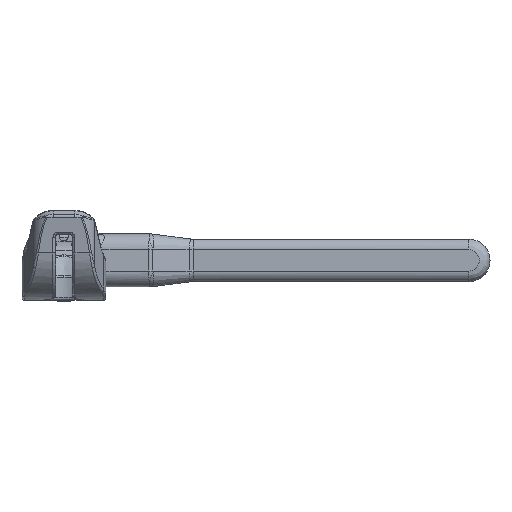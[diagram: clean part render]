
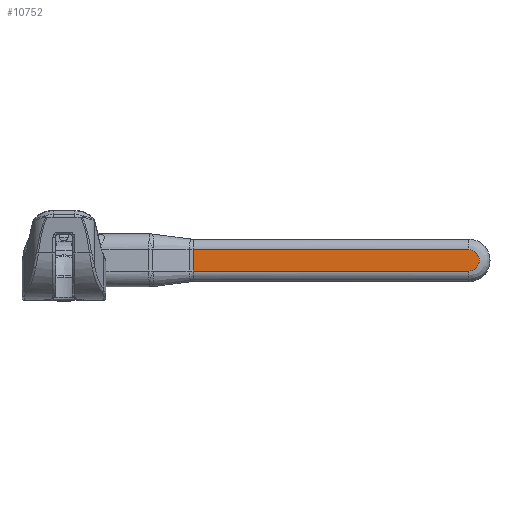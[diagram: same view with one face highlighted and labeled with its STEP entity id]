
A CAD part, left-side view. The second image highlights one B-rep face of the part: STEP entity #10752.
In plain terms, the highlighted face is planar.
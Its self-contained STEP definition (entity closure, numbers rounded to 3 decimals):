
#8233=CARTESIAN_POINT('',(97.089,8.,-9.));
#8254=DIRECTION('',(0.,1.,0.));
#8255=VECTOR('',#8254,16.);
#8256=CARTESIAN_POINT('',(97.089,-8.,
-9.));
#8257=LINE('',#8256,#8255);
#8258=DIRECTION('',(-1.,0.,0.));
#8259=VECTOR('',#8258,206.911);
#8260=CARTESIAN_POINT('',(304.,-8.,-9.));
#8261=LINE('',#8260,#8259);
#8262=CARTESIAN_POINT('',(304.,0.,-9.));
#8263=DIRECTION('',(0.,0.,-1.));
#8264=DIRECTION('',(0.,1.,0.));
#8265=AXIS2_PLACEMENT_3D('',#8262,#8263,#8264);
#8267=DIRECTION('',(1.,0.,0.));
#8268=VECTOR('',#8267,206.911);
#8269=CARTESIAN_POINT('',(97.089,8.,-9.));
#8270=LINE('',#8269,#8268);
#8446=CARTESIAN_POINT('',(304.,8.,-9.));
#8447=CARTESIAN_POINT('',(304.,-8.,-9.));
#8448=VERTEX_POINT('',#8446);
#8449=VERTEX_POINT('',#8447);
#8456=VERTEX_POINT('',#8233);
#8458=CARTESIAN_POINT('',(97.089,-8.,
-9.));
#8459=VERTEX_POINT('',#8458);
#10740=CARTESIAN_POINT('',(320.,-50.,-9.));
#10741=DIRECTION('',(0.,0.,-1.));
#10742=DIRECTION('',(-1.,0.,0.));
#10743=AXIS2_PLACEMENT_3D('',#10740,#10741,#10742);
#10744=PLANE('',#10743);
#10745=ORIENTED_EDGE('',*,*,#10732,.F.);
#10746=ORIENTED_EDGE('',*,*,#10265,.F.);
#10748=ORIENTED_EDGE('',*,*,#10747,.F.);
#10749=ORIENTED_EDGE('',*,*,#10662,.F.);
#10750=EDGE_LOOP('',(#10745,#10746,#10748,#10749));
#10751=FACE_OUTER_BOUND('',#10750,.F.);
#10752=ADVANCED_FACE('',(#10751),#10744,.T.);
#8266=CIRCLE('',#8265,8.);
#10265=EDGE_CURVE('',#8449,#8459,#8261,.T.);
#10662=EDGE_CURVE('',#8456,#8448,#8270,.T.);
#10732=EDGE_CURVE('',#8459,#8456,#8257,.T.);
#10747=EDGE_CURVE('',#8448,#8449,#8266,.T.);
